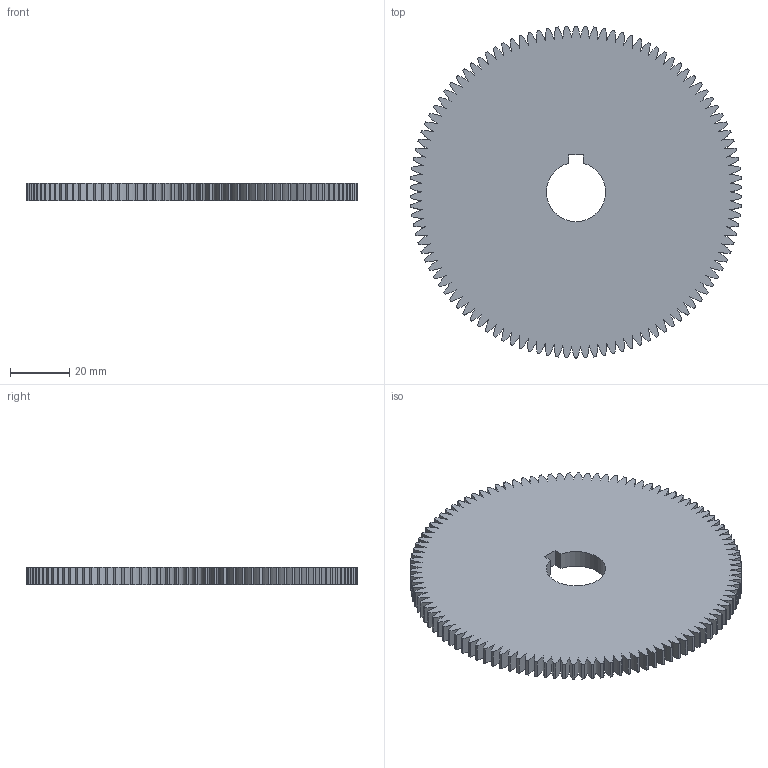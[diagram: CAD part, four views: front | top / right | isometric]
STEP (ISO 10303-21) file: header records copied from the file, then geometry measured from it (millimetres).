
FILE_DESCRIPTION(/* description */ ('STEP AP214'),/* implementation_level */ '2;1');
FILE_NAME(/* name */ '61fa9e11de1f9b6a4c35e511',/* time_stamp */ '2022-02-02T15:06:58+00:00',/* author */ (''),/* organization */ (''),/* preprocessor_version */ 'ST-DEVELOPER v18.101',/* originating_system */ ' ',/* authorisation */ ' ');
FILE_SCHEMA (('AUTOMOTIVE_DESIGN {1 0 10303 214 3 1 1}'));
Length unit declared in the file: metre
Products named in the file (1): Grande Roue dentée Épaule
Bounding box: 111.97 x 112 x 6 mm (x, y, z)
Volume: 54562.8 mm3; surface area: 24545.1 mm2
Topology: 1 solids, 1 shells, 336 faces, 1002 edges, 668 vertices
Faces by surface type: bspline 220, cylinder 111, plane 5
Entity records: 16582 total; most frequent: CARTESIAN_POINT 8827, ORIENTED_EDGE 2004, DIRECTION 1018, EDGE_CURVE 1002, VERTEX_POINT 668, B_SPLINE_CURVE_WITH_KNOTS 440, LINE 340, VECTOR 340
